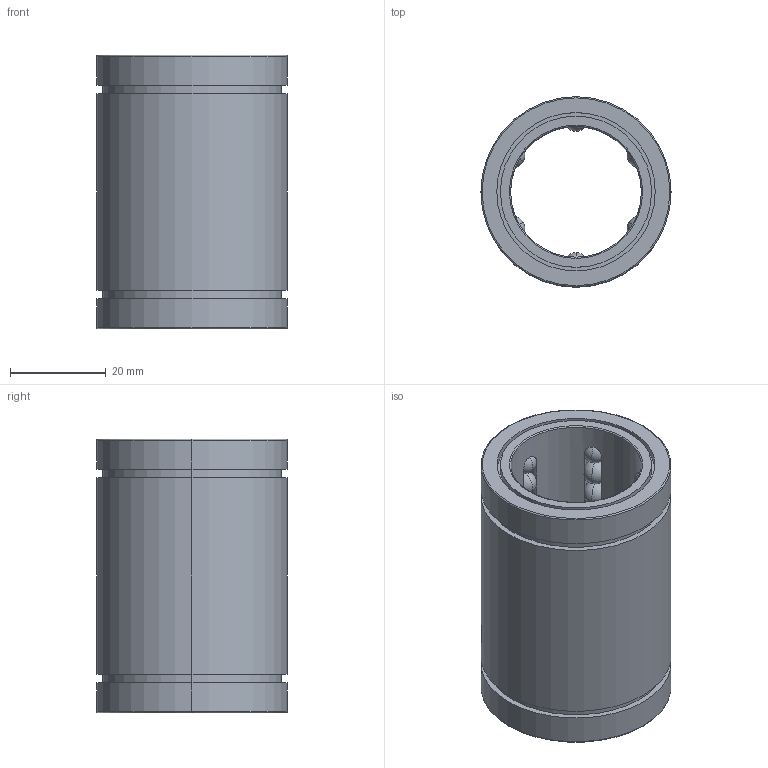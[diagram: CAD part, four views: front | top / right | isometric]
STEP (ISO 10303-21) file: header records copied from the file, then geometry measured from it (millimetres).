
FILE_DESCRIPTION (( 'STEP AP214' ), '1' );
FILE_NAME ('WCP-0246 Rev1.STEP', '2019-12-24T02:12:44', ( '' ), ( '' ), 'SwSTEP 2.0', 'SolidWorks 2018', '' );
FILE_SCHEMA (( 'AUTOMOTIVE_DESIGN' ));
Length unit declared in the file: inch
Products named in the file (1): WCP-0246 Rev1
Bounding box: 39.69 x 39.69 x 57.15 mm (x, y, z)
Volume: 35208.4 mm3; surface area: 20041.2 mm2
Topology: 1 solids, 1 shells, 290 faces, 910 edges, 636 vertices
Faces by surface type: cylinder 164, sphere 108, plane 10, torus 8
Entity records: 14148 total; most frequent: CARTESIAN_POINT 6721, ORIENTED_EDGE 1820, DIRECTION 1206, EDGE_CURVE 910, VERTEX_POINT 636, AXIS2_PLACEMENT_3D 497, B_SPLINE_CURVE_WITH_KNOTS 492, EDGE_LOOP 306
